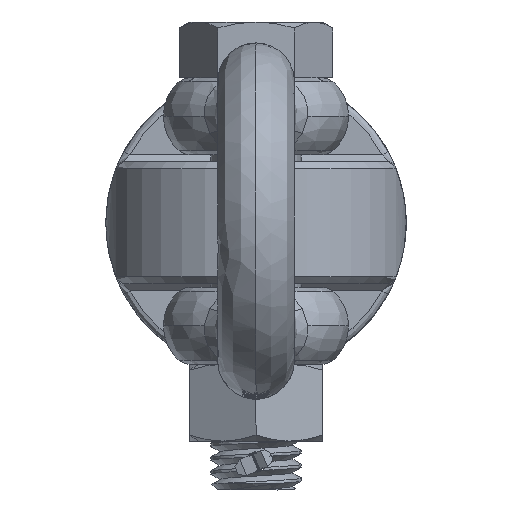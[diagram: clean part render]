
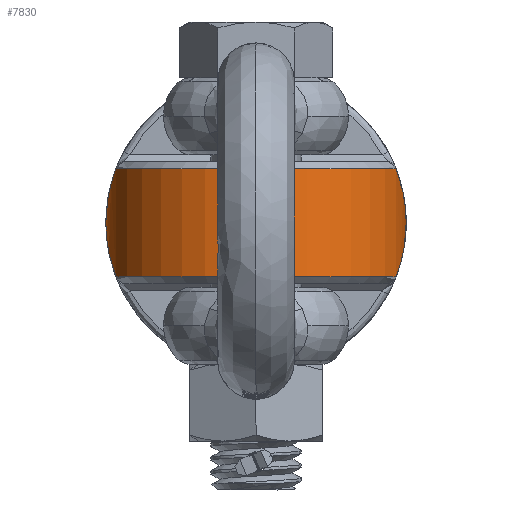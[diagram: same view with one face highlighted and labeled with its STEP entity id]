
A CAD part, left-side view. The second image highlights one B-rep face of the part: STEP entity #7830.
In plain terms, the highlighted cylindrical face has radius 21.5 mm (diameter 43 mm), a partial arc.
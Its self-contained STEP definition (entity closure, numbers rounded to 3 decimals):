
#12=ELLIPSE($,#8326,30.406,21.5);
#13=ELLIPSE($,#8327,30.406,21.5);
#14=ELLIPSE($,#8329,30.406,21.5);
#15=ELLIPSE($,#8330,30.406,21.5);
#1348=FACE_OUTER_BOUND($,#1799,.T.);
#1799=EDGE_LOOP($,(#6853,#6854,#6855,#6856,#6857,#6858));
#2746=CIRCLE($,#8347,21.5);
#2747=CIRCLE($,#8349,21.5);
#3444=VERTEX_POINT($,#21371);
#3446=VERTEX_POINT($,#21381);
#3447=VERTEX_POINT($,#21383);
#3454=VERTEX_POINT($,#21413);
#3455=VERTEX_POINT($,#21422);
#3456=VERTEX_POINT($,#21424);
#4567=EDGE_CURVE($,#3444,#3446,#12,.T.);
#4568=EDGE_CURVE($,#3446,#3447,#13,.T.);
#4576=EDGE_CURVE($,#3454,#3455,#14,.T.);
#4577=EDGE_CURVE($,#3455,#3456,#15,.T.);
#4603=EDGE_CURVE($,#3456,#3444,#2746,.T.);
#4604=EDGE_CURVE($,#3447,#3454,#2747,.T.);
#6853=ORIENTED_EDGE($,*,*,#4603,.F.);
#6854=ORIENTED_EDGE($,*,*,#4577,.F.);
#6855=ORIENTED_EDGE($,*,*,#4576,.F.);
#6856=ORIENTED_EDGE($,*,*,#4604,.F.);
#6857=ORIENTED_EDGE($,*,*,#4568,.F.);
#6858=ORIENTED_EDGE($,*,*,#4567,.F.);
#6976=CYLINDRICAL_SURFACE($,#8348,21.5);
#7830=ADVANCED_FACE($,(#1348),#6976,.T.);
#8326=AXIS2_PLACEMENT_3D($,#21382,#9660,#9661);
#8327=AXIS2_PLACEMENT_3D($,#21384,#9662,#9663);
#8329=AXIS2_PLACEMENT_3D($,#21423,#9668,#9669);
#8330=AXIS2_PLACEMENT_3D($,#21425,#9670,#9671);
#8347=AXIS2_PLACEMENT_3D($,#21572,#9713,#9714);
#8348=AXIS2_PLACEMENT_3D($,#21573,#9715,#9716);
#8349=AXIS2_PLACEMENT_3D($,#21574,#9717,#9718);
#9660=DIRECTION('center_axis',(0.707,0.,-0.707));
#9661=DIRECTION('ref_axis',(0.707,0.,0.707));
#9662=DIRECTION('center_axis',(0.707,0.,0.707));
#9663=DIRECTION('ref_axis',(0.707,0.,-0.707));
#9668=DIRECTION('center_axis',(0.707,0.,0.707));
#9669=DIRECTION('ref_axis',(0.707,0.,-0.707));
#9670=DIRECTION('center_axis',(0.707,0.,-0.707));
#9671=DIRECTION('ref_axis',(0.707,0.,0.707));
#9713=DIRECTION('center_axis',(0.,0.,-1.));
#9714=DIRECTION('ref_axis',(-1.,0.,0.));
#9715=DIRECTION('center_axis',(0.,0.,-1.));
#9716=DIRECTION('ref_axis',(1.,0.,0.));
#9717=DIRECTION('center_axis',(0.,0.,1.));
#9718=DIRECTION('ref_axis',(-1.,0.,0.));
#21371=CARTESIAN_POINT('',(-68.506,23.894,-7.75));
#21381=CARTESIAN_POINT('',(-60.756,25.339,0.));
#21382=CARTESIAN_POINT('Origin',(-60.756,3.839,0.));
#21383=CARTESIAN_POINT('',(-68.506,23.894,7.75));
#21384=CARTESIAN_POINT('Origin',(-60.756,3.839,0.));
#21413=CARTESIAN_POINT('',(-68.506,-16.215,7.75));
#21422=CARTESIAN_POINT('',(-60.756,-17.661,0.));
#21423=CARTESIAN_POINT('Origin',(-60.756,3.839,0.));
#21424=CARTESIAN_POINT('',(-68.506,-16.215,-7.75));
#21425=CARTESIAN_POINT('Origin',(-60.756,3.839,0.));
#21572=CARTESIAN_POINT('Origin',(-60.756,3.839,-7.75));
#21573=CARTESIAN_POINT('Origin',(-60.756,3.839,8.75));
#21574=CARTESIAN_POINT('Origin',(-60.756,3.839,7.75));
